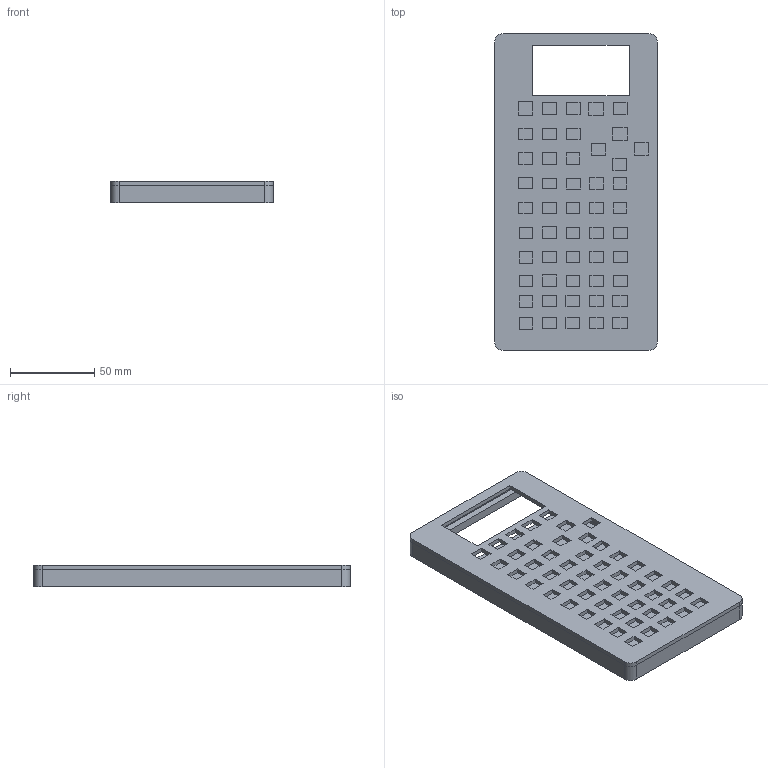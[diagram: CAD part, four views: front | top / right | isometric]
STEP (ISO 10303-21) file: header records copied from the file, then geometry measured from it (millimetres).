
FILE_DESCRIPTION(/* description */ ('STEP AP242','CAx-IF Rec.Pracs.---Representation and Presentation of Product Manufacturing Information (PMI)---4.0---2014-10-13','CAx-IF Rec.Pracs.---3D Tessellated Geometry---0.4---2014-09-14','2;1'),/* implementation_level */ '2;1');
FILE_NAME(/* name */ '6862b8781d62682574142038',/* time_stamp */ '2025-06-30T16:16:57Z',/* author */ (''),/* organization */ (''),/* preprocessor_version */ 'ST-DEVELOPER v20',/* originating_system */ 'ONSHAPE BY PTC INC, 1.200',/* authorisation */ ' ');
FILE_SCHEMA (('AP242_MANAGED_MODEL_BASED_3D_ENGINEERING_MIM_LF { 1 0 10303 442 1 1 4 }'));
Length unit declared in the file: metre
Products named in the file (2): top; bottom
Bounding box: 96.52 x 187.96 x 12.7 mm (x, y, z)
Volume: 119423.3 mm3; surface area: 73183.1 mm2
Topology: 2 solids, 2 shells, 233 faces, 684 edges, 456 vertices
Faces by surface type: plane 225, cylinder 8
Entity records: 7850 total; most frequent: CARTESIAN_POINT 1375, ORIENTED_EDGE 1368, DIRECTION 1170, EDGE_CURVE 684, LINE 668, VECTOR 668, VERTEX_POINT 456, EDGE_LOOP 338
